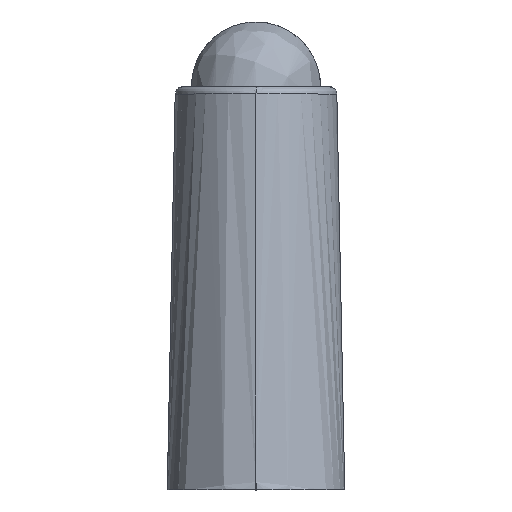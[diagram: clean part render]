
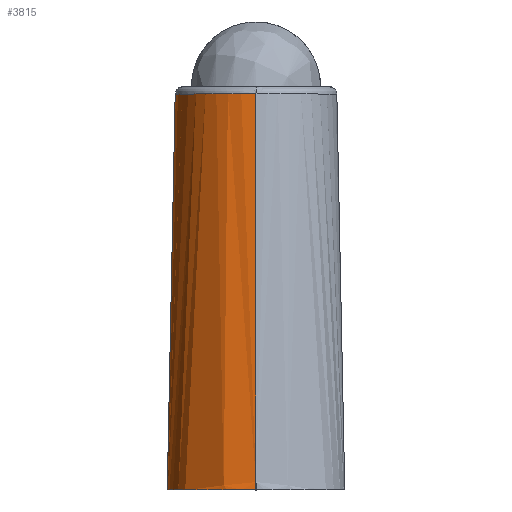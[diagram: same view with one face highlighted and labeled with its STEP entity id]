
A CAD part, left-side view. The second image highlights one B-rep face of the part: STEP entity #3815.
In plain terms, the highlighted free-form (B-spline) face has degree [1, 2] with [2, 3] control points.
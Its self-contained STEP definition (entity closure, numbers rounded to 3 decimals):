
#2427=CARTESIAN_POINT('',(-189.902,0.,-57.015));
#2428=VERTEX_POINT('',#2427);
#2434=CARTESIAN_POINT('',(-190.,0.02,-58.));
#2435=VERTEX_POINT('',#2434);
#2436=CARTESIAN_POINT('',(-189.902,0.,-57.015));
#2437=CARTESIAN_POINT('',(-190.,0.02,-58.));
#2438=QUASI_UNIFORM_CURVE('',1,(#2436,#2437),.UNSPECIFIED.,.F.,.U.);
#2439=EDGE_CURVE('',#2428,#2435,#2438,.T.);
#2622=CARTESIAN_POINT('',(-178.967,11.,-58.));
#2623=VERTEX_POINT('',#2622);
#2624=CARTESIAN_POINT('',(-190.,0.02,-58.));
#2625=CARTESIAN_POINT('',(-190.,11.,-58.));
#2626=CARTESIAN_POINT('',(-178.967,11.,-58.));
#2634=(BOUNDED_CURVE()B_SPLINE_CURVE(2,(#2624,#2625,#2626),.UNSPECIFIED.,.F.,.U.)CURVE()GEOMETRIC_REPRESENTATION_ITEM()QUASI_UNIFORM_CURVE()RATIONAL_B_SPLINE_CURVE((1.0,0.708,1.0))REPRESENTATION_ITEM(''));
#2635=EDGE_CURVE('',#2435,#2623,#2634,.T.);
#3762=CARTESIAN_POINT('',(-190.117,-0.435,-59.279));
#3763=CARTESIAN_POINT('',(-184.873,-1.484,-6.837));
#3764=CARTESIAN_POINT('',(-190.615,11.556,-58.989));
#3765=CARTESIAN_POINT('',(-185.37,10.507,-6.547));
#3766=CARTESIAN_POINT('',(-178.682,11.032,-60.193));
#3767=CARTESIAN_POINT('',(-173.438,9.984,-7.751));
#3775=(BOUNDED_SURFACE()B_SPLINE_SURFACE(1,2,((#3762,#3764,#3766),(#3763,#3765,#3767)),.UNSPECIFIED.,.F.,.F.,.U.)B_SPLINE_SURFACE_WITH_KNOTS((2,2),(3,3),(0.0,52.714),(0.0,19.36),.UNSPECIFIED.)GEOMETRIC_REPRESENTATION_ITEM()RATIONAL_B_SPLINE_SURFACE(((1.0,0.676,1.0),(1.0,0.676,1.0)))REPRESENTATION_ITEM('')SURFACE());
#3776=CARTESIAN_POINT('',(-185.048,0.,-8.899));
#3777=VERTEX_POINT('',#3776);
#3778=CARTESIAN_POINT('',(-189.902,0.,-57.015));
#3779=CARTESIAN_POINT('',(-187.491,0.,-32.909));
#3780=CARTESIAN_POINT('',(-185.048,0.,-8.899));
#3788=(BOUNDED_CURVE()B_SPLINE_CURVE(2,(#3778,#3779,#3780),.UNSPECIFIED.,.F.,.U.)CURVE()GEOMETRIC_REPRESENTATION_ITEM()QUASI_UNIFORM_CURVE()RATIONAL_B_SPLINE_CURVE((1.0,0.999,1.0))REPRESENTATION_ITEM(''));
#3789=EDGE_CURVE('',#2428,#3777,#3788,.T.);
#3790=ORIENTED_EDGE('',*,*,#3789,.T.);
#3791=CARTESIAN_POINT('',(-174.065,10.02,-8.98));
#3792=VERTEX_POINT('',#3791);
#3793=CARTESIAN_POINT('',(-185.048,0.,-8.899));
#3794=CARTESIAN_POINT('',(-184.162,10.018,-8.889));
#3795=CARTESIAN_POINT('',(-174.065,10.02,-8.98));
#3803=(BOUNDED_CURVE()B_SPLINE_CURVE(2,(#3793,#3794,#3795),.UNSPECIFIED.,.F.,.U.)CURVE()GEOMETRIC_REPRESENTATION_ITEM()QUASI_UNIFORM_CURVE()RATIONAL_B_SPLINE_CURVE((1.0,0.738,1.0))REPRESENTATION_ITEM(''));
#3804=EDGE_CURVE('',#3777,#3792,#3803,.T.);
#3805=ORIENTED_EDGE('',*,*,#3804,.T.);
#3806=CARTESIAN_POINT('',(-178.967,11.,-58.));
#3807=CARTESIAN_POINT('',(-174.065,10.02,-8.98));
#3808=QUASI_UNIFORM_CURVE('',1,(#3806,#3807),.UNSPECIFIED.,.F.,.U.);
#3809=EDGE_CURVE('',#2623,#3792,#3808,.T.);
#3810=ORIENTED_EDGE('',*,*,#3809,.F.);
#3811=ORIENTED_EDGE('',*,*,#2635,.F.);
#3812=ORIENTED_EDGE('',*,*,#2439,.F.);
#3813=EDGE_LOOP('',(#3790,#3805,#3810,#3811,#3812));
#3814=FACE_OUTER_BOUND('',#3813,.T.);
#3815=ADVANCED_FACE('',(#3814),#3775,.T.);
